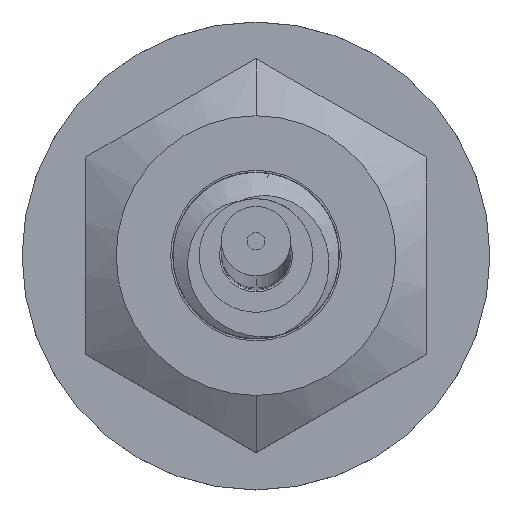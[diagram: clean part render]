
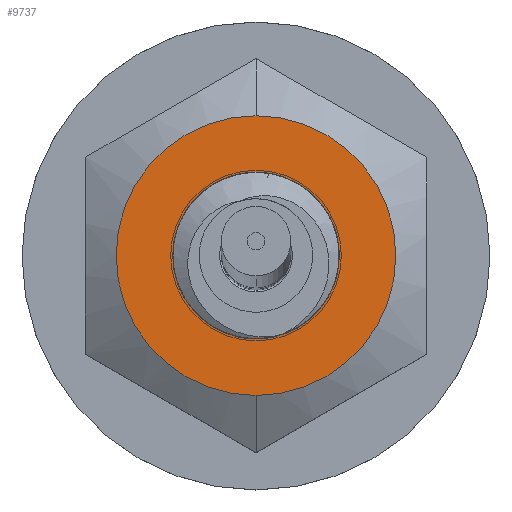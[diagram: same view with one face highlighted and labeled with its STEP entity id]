
A CAD part, top view. The second image highlights one B-rep face of the part: STEP entity #9737.
In plain terms, the highlighted planar face has unit normal (0, 0, 1).
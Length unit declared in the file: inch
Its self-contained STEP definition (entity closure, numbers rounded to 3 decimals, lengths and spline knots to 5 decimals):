
#9296=CARTESIAN_POINT('',(0.,0.,2.));
#9297=DIRECTION('',(0.,0.,1.));
#9298=DIRECTION('',(-1.,0.,0.));
#9299=AXIS2_PLACEMENT_3D('',#9296,#9297,#9298);
#9301=CARTESIAN_POINT('',(0.,0.,2.));
#9302=DIRECTION('',(0.,0.,1.));
#9303=DIRECTION('',(1.,0.,0.));
#9304=AXIS2_PLACEMENT_3D('',#9301,#9302,#9303);
#9306=CARTESIAN_POINT('',(0.,0.,2.));
#9307=DIRECTION('',(0.,0.,1.));
#9308=DIRECTION('',(0.,1.,0.));
#9309=AXIS2_PLACEMENT_3D('',#9306,#9307,#9308);
#9311=CARTESIAN_POINT('',(0.,0.,2.));
#9312=DIRECTION('',(0.,0.,1.));
#9313=DIRECTION('',(0.,-1.,0.));
#9314=AXIS2_PLACEMENT_3D('',#9311,#9312,#9313);
#9620=CARTESIAN_POINT('',(-1.025,0.,2.));
#9621=CARTESIAN_POINT('',(1.025,0.,2.));
#9622=VERTEX_POINT('',#9620);
#9623=VERTEX_POINT('',#9621);
#9628=CARTESIAN_POINT('',(0.,2.05,2.));
#9629=CARTESIAN_POINT('',(0.,-2.05,2.));
#9630=VERTEX_POINT('',#9628);
#9631=VERTEX_POINT('',#9629);
#9722=CARTESIAN_POINT('',(0.,0.,2.));
#9723=DIRECTION('',(0.,0.,1.));
#9724=DIRECTION('',(1.,0.,0.));
#9725=AXIS2_PLACEMENT_3D('',#9722,#9723,#9724);
#9726=PLANE('',#9725);
#9728=ORIENTED_EDGE('',*,*,#9727,.F.);
#9730=ORIENTED_EDGE('',*,*,#9729,.F.);
#9731=EDGE_LOOP('',(#9728,#9730));
#9732=FACE_OUTER_BOUND('',#9731,.F.);
#9733=ORIENTED_EDGE('',*,*,#9702,.T.);
#9734=ORIENTED_EDGE('',*,*,#9716,.T.);
#9735=EDGE_LOOP('',(#9733,#9734));
#9736=FACE_BOUND('',#9735,.F.);
#9737=ADVANCED_FACE('',(#9732,#9736),#9726,.T.);
#9300=CIRCLE('',#9299,1.025);
#9305=CIRCLE('',#9304,1.025);
#9310=CIRCLE('',#9309,2.05);
#9315=CIRCLE('',#9314,2.05);
#9702=EDGE_CURVE('',#9622,#9623,#9300,.T.);
#9716=EDGE_CURVE('',#9623,#9622,#9305,.T.);
#9727=EDGE_CURVE('',#9630,#9631,#9310,.T.);
#9729=EDGE_CURVE('',#9631,#9630,#9315,.T.);
